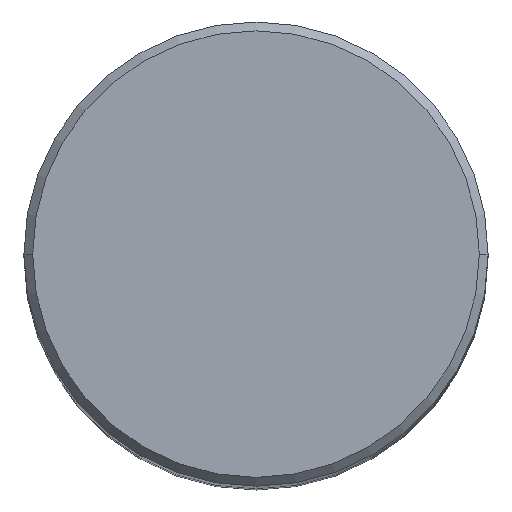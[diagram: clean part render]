
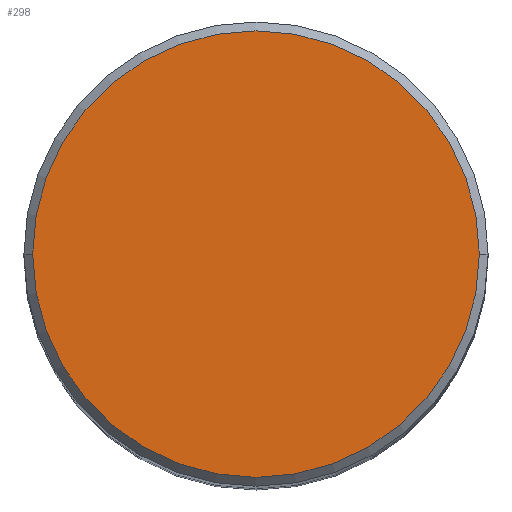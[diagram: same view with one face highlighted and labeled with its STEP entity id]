
A CAD part, top view. The second image highlights one B-rep face of the part: STEP entity #298.
In plain terms, the highlighted planar face has unit normal (0, 0, 1).
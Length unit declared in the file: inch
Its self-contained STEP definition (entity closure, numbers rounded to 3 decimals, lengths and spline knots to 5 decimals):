
#30 = EDGE_CURVE ( 'NONE', #287, #184, #262, .T. ) ;
#37 = ORIENTED_EDGE ( 'NONE', *, *, #163, .T. ) ;
#44 = DIRECTION ( 'NONE',  ( 0., 0., 1. ) ) ;
#67 = AXIS2_PLACEMENT_3D ( 'NONE', #172, #226, #102 ) ;
#83 = DIRECTION ( 'NONE',  ( 0., 0., 1. ) ) ;
#102 = DIRECTION ( 'NONE',  ( 1., 0., 0. ) ) ;
#104 = CARTESIAN_POINT ( 'NONE',  ( 0., 0., 4.09449 ) ) ;
#122 = AXIS2_PLACEMENT_3D ( 'NONE', #104, #83, #309 ) ;
#137 = DIRECTION ( 'NONE',  ( 1., 0., 0. ) ) ;
#163 = EDGE_CURVE ( 'NONE', #184, #287, #289, .T. ) ;
#167 = CARTESIAN_POINT ( 'NONE',  ( 0., 0., 4.09449 ) ) ;
#172 = CARTESIAN_POINT ( 'NONE',  ( 0., 0., 4.09449 ) ) ;
#177 = AXIS2_PLACEMENT_3D ( 'NONE', #167, #44, #137 ) ;
#184 = VERTEX_POINT ( 'NONE', #196 ) ;
#194 = EDGE_LOOP ( 'NONE', ( #37, #234 ) ) ;
#196 = CARTESIAN_POINT ( 'NONE',  ( -0.3787, 0., 4.09449 ) ) ;
#226 = DIRECTION ( 'NONE',  ( 0., 0., 1. ) ) ;
#228 = FACE_OUTER_BOUND ( 'NONE', #194, .T. ) ;
#234 = ORIENTED_EDGE ( 'NONE', *, *, #30, .T. ) ;
#262 = CIRCLE ( 'NONE', #122, 0.3787 ) ;
#274 = PLANE ( 'NONE',  #67 ) ;
#287 = VERTEX_POINT ( 'NONE', #302 ) ;
#289 = CIRCLE ( 'NONE', #177, 0.3787 ) ;
#298 = ADVANCED_FACE ( 'NONE', ( #228 ), #274, .T. ) ;
#302 = CARTESIAN_POINT ( 'NONE',  ( 0.3787, 0., 4.09449 ) ) ;
#309 = DIRECTION ( 'NONE',  ( 1., 0., 0. ) ) ;
